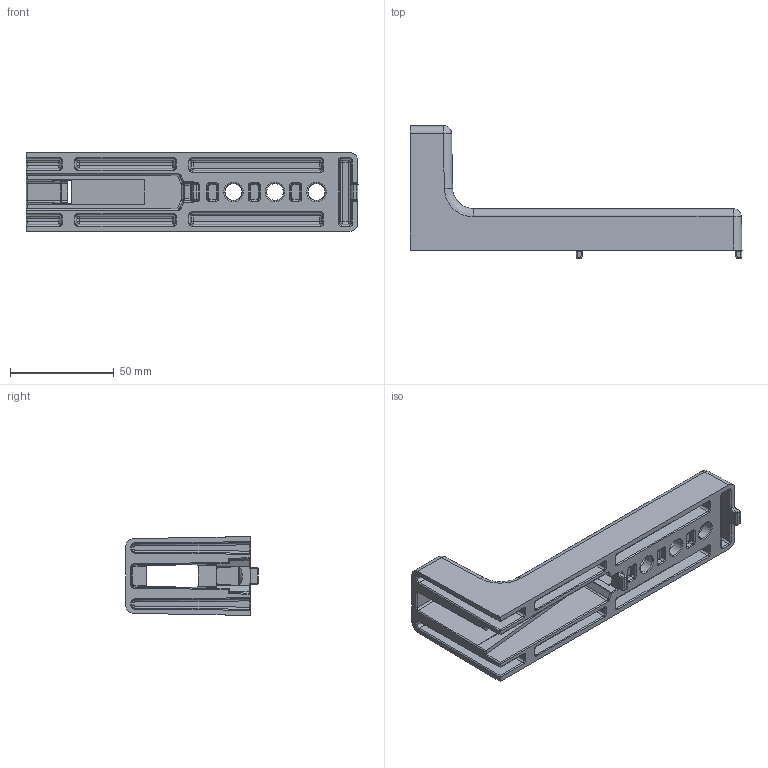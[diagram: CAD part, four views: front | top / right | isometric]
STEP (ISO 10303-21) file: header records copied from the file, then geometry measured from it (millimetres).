
FILE_DESCRIPTION(('STEP AP214'),'1');
FILE_NAME('fath_093b1601n08s.stp','2018-09-28T20:34:41',('TraceParts'),('TraceParts S.A.'),'Spatial InterOp 3D',' ',' ');
FILE_SCHEMA(('automotive_design'));
Length unit declared in the file: millimetre
Products named in the file (1): fath_093b1601n08s
Bounding box: 160.01 x 64 x 38 mm (x, y, z)
Volume: 73211.8 mm3; surface area: 41736.7 mm2
Topology: 1 solids, 1 shells, 436 faces, 1044 edges, 576 vertices
Faces by surface type: cylinder 200, plane 89, bspline 81, sphere 36, torus 20, cone 10
Entity records: 17232 total; most frequent: CARTESIAN_POINT 4641, ORIENTED_EDGE 2012, DIRECTION 1839, EDGE_CURVE 1006, AXIS2_PLACEMENT_3D 695, VERTEX_POINT 576, EDGE_LOOP 450, LINE 449
